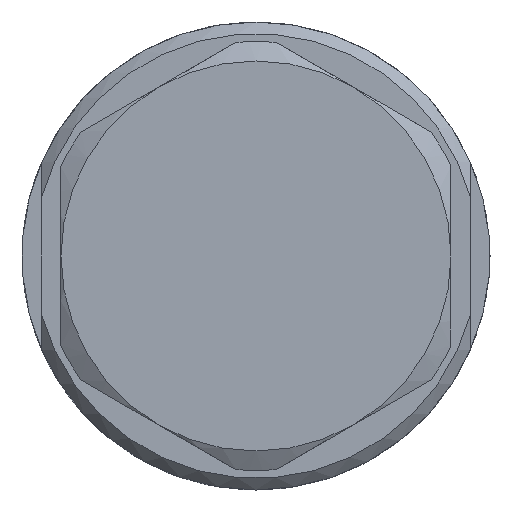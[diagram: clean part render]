
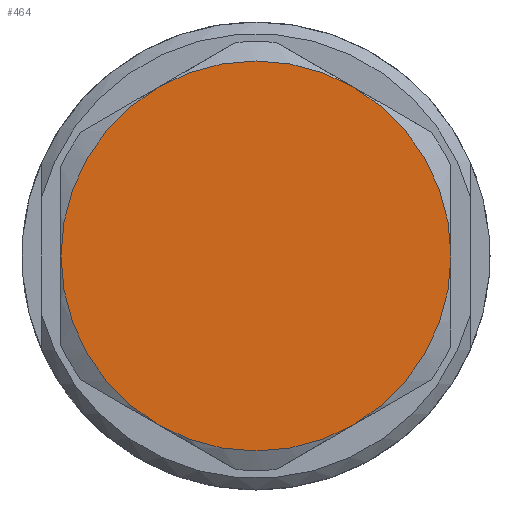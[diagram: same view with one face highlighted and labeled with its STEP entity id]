
A CAD part, left-side view. The second image highlights one B-rep face of the part: STEP entity #464.
In plain terms, the highlighted planar face has unit normal (-1, 0, 0).
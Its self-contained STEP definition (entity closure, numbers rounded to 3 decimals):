
#142=FACE_OUTER_BOUND('',#748,.T.);
#186=PLANE('',#2227);
#464=ADVANCED_FACE('',(#142),#186,.T.);
#748=EDGE_LOOP('',(#1252,#1253,#1254,#1255,#1256,#1257));
#1252=ORIENTED_EDGE('',*,*,#1761,.T.);
#1253=ORIENTED_EDGE('',*,*,#1762,.T.);
#1254=ORIENTED_EDGE('',*,*,#1763,.T.);
#1255=ORIENTED_EDGE('',*,*,#1764,.T.);
#1256=ORIENTED_EDGE('',*,*,#1765,.T.);
#1257=ORIENTED_EDGE('',*,*,#1766,.T.);
#1497=VERTEX_POINT('',#3529);
#1498=VERTEX_POINT('',#3530);
#1499=VERTEX_POINT('',#3532);
#1500=VERTEX_POINT('',#3534);
#1501=VERTEX_POINT('',#3536);
#1502=VERTEX_POINT('',#3538);
#1761=EDGE_CURVE('',#1497,#1498,#1950,.T.);
#1762=EDGE_CURVE('',#1498,#1499,#1951,.T.);
#1763=EDGE_CURVE('',#1499,#1500,#1952,.T.);
#1764=EDGE_CURVE('',#1500,#1501,#1953,.T.);
#1765=EDGE_CURVE('',#1501,#1502,#1954,.T.);
#1766=EDGE_CURVE('',#1502,#1497,#1955,.T.);
#1950=CIRCLE('',#2221,5.);
#1951=CIRCLE('',#2222,5.);
#1952=CIRCLE('',#2223,5.);
#1953=CIRCLE('',#2224,5.);
#1954=CIRCLE('',#2225,5.);
#1955=CIRCLE('',#2226,5.);
#2221=AXIS2_PLACEMENT_3D('',#3528,#2855,#2856);
#2222=AXIS2_PLACEMENT_3D('',#3531,#2857,#2858);
#2223=AXIS2_PLACEMENT_3D('',#3533,#2859,#2860);
#2224=AXIS2_PLACEMENT_3D('',#3535,#2861,#2862);
#2225=AXIS2_PLACEMENT_3D('',#3537,#2863,#2864);
#2226=AXIS2_PLACEMENT_3D('',#3539,#2865,#2866);
#2227=AXIS2_PLACEMENT_3D('',#3540,#2867,#2868);
#2855=DIRECTION('',(-1.,0.,0.));
#2856=DIRECTION('',(0.,0.,1.));
#2857=DIRECTION('',(-1.,0.,0.));
#2858=DIRECTION('',(0.,0.,1.));
#2859=DIRECTION('',(-1.,0.,0.));
#2860=DIRECTION('',(0.,0.,1.));
#2861=DIRECTION('',(-1.,0.,0.));
#2862=DIRECTION('',(0.,0.,1.));
#2863=DIRECTION('',(-1.,0.,0.));
#2864=DIRECTION('',(0.,0.,1.));
#2865=DIRECTION('',(-1.,0.,0.));
#2866=DIRECTION('',(0.,0.,1.));
#2867=DIRECTION('',(-1.,0.,0.));
#2868=DIRECTION('',(0.,0.,1.));
#3528=CARTESIAN_POINT('',(-34.5,0.,0.));
#3529=CARTESIAN_POINT('',(-34.5,2.5,4.33));
#3530=CARTESIAN_POINT('',(-34.5,5.,0.));
#3531=CARTESIAN_POINT('',(-34.5,0.,0.));
#3532=CARTESIAN_POINT('',(-34.5,2.5,-4.33));
#3533=CARTESIAN_POINT('',(-34.5,0.,0.));
#3534=CARTESIAN_POINT('',(-34.5,-2.5,-4.33));
#3535=CARTESIAN_POINT('',(-34.5,0.,0.));
#3536=CARTESIAN_POINT('',(-34.5,-5.,0.));
#3537=CARTESIAN_POINT('',(-34.5,0.,0.));
#3538=CARTESIAN_POINT('',(-34.5,-2.5,4.33));
#3539=CARTESIAN_POINT('',(-34.5,0.,0.));
#3540=CARTESIAN_POINT('',(-34.5,0.,0.));
